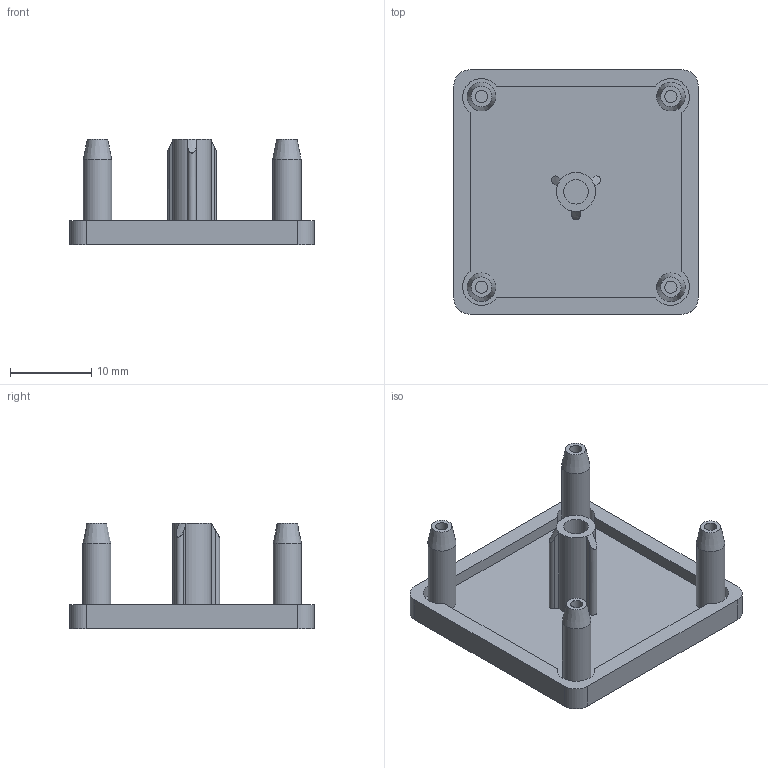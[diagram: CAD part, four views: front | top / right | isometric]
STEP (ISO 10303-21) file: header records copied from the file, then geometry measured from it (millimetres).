
FILE_DESCRIPTION(/* description */ ('STEP AP214'),/* implementation_level */ '2;1');
FILE_NAME(/* name */ 'HFC6-3030-S',/* time_stamp */ '2024-07-03T11:57:35+02:00',/* author */ ('License CC BY-ND 4.0'),/* organization */ ('CADENAS'),/* preprocessor_version */ 'ST-DEVELOPER v19.3',/* originating_system */ 'PARTsolutions',/* authorisation */ ' ');
FILE_SCHEMA (('AUTOMOTIVE_DESIGN {1 0 10303 214 3 1 1}'));
Length unit declared in the file: millimetre
Products named in the file (1): HFC6-3030-S
Bounding box: 30 x 30 x 13 mm (x, y, z)
Volume: 2150.9 mm3; surface area: 3302.9 mm2
Topology: 1 solids, 1 shells, 57 faces, 123 edges, 79 vertices
Faces by surface type: plane 27, cylinder 23, cone 7
Full cylindrical faces by diameter (mm): 1.5 x4, 3 x1, 3.5 x4
Entity records: 1535 total; most frequent: CARTESIAN_POINT 287, DIRECTION 266, ORIENTED_EDGE 218, EDGE_CURVE 109, AXIS2_PLACEMENT_3D 108, EDGE_LOOP 81, FACE_BOUND 81, VERTEX_POINT 78
